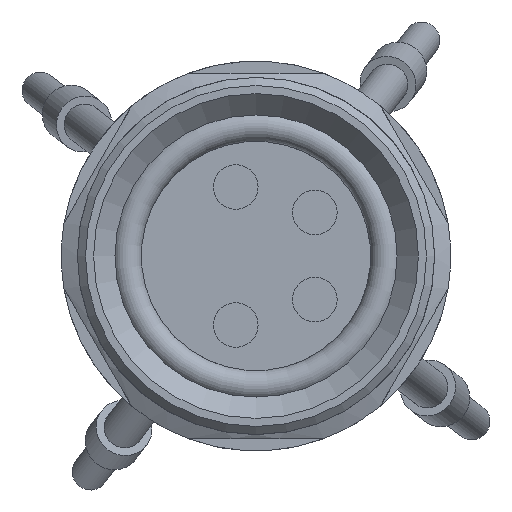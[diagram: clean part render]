
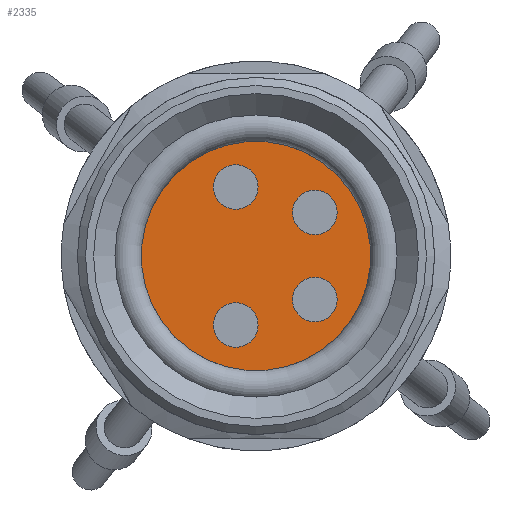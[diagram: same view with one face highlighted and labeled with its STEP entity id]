
A CAD part, front view. The second image highlights one B-rep face of the part: STEP entity #2335.
In plain terms, the highlighted planar face has unit normal (0, -1, 0).
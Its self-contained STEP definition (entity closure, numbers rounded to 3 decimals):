
#349=FACE_BOUND($,#607,.T.);
#350=FACE_BOUND($,#608,.T.);
#351=FACE_BOUND($,#609,.T.);
#352=FACE_BOUND($,#610,.T.);
#442=FACE_OUTER_BOUND($,#606,.T.);
#606=EDGE_LOOP($,(#1516));
#607=EDGE_LOOP($,(#1517));
#608=EDGE_LOOP($,(#1518));
#609=EDGE_LOOP($,(#1519));
#610=EDGE_LOOP($,(#1520));
#863=CIRCLE($,#2503,2.825);
#864=CIRCLE($,#2504,0.55);
#865=CIRCLE($,#2505,0.55);
#866=CIRCLE($,#2506,0.55);
#867=CIRCLE($,#2507,0.55);
#1005=VERTEX_POINT($,#3520);
#1006=VERTEX_POINT($,#3522);
#1007=VERTEX_POINT($,#3524);
#1008=VERTEX_POINT($,#3526);
#1009=VERTEX_POINT($,#3528);
#1226=EDGE_CURVE($,#1005,#1005,#863,.T.);
#1227=EDGE_CURVE($,#1006,#1006,#864,.T.);
#1228=EDGE_CURVE($,#1007,#1007,#865,.T.);
#1229=EDGE_CURVE($,#1008,#1008,#866,.T.);
#1230=EDGE_CURVE($,#1009,#1009,#867,.T.);
#1516=ORIENTED_EDGE($,*,*,#1226,.T.);
#1517=ORIENTED_EDGE($,*,*,#1227,.T.);
#1518=ORIENTED_EDGE($,*,*,#1228,.F.);
#1519=ORIENTED_EDGE($,*,*,#1229,.F.);
#1520=ORIENTED_EDGE($,*,*,#1230,.F.);
#2096=PLANE($,#2502);
#2335=ADVANCED_FACE($,(#442,#349,#350,#351,#352),#2096,.F.);
#2502=AXIS2_PLACEMENT_3D($,#3519,#2809,#2810);
#2503=AXIS2_PLACEMENT_3D($,#3521,#2811,#2812);
#2504=AXIS2_PLACEMENT_3D($,#3523,#2813,#2814);
#2505=AXIS2_PLACEMENT_3D($,#3525,#2815,#2816);
#2506=AXIS2_PLACEMENT_3D($,#3527,#2817,#2818);
#2507=AXIS2_PLACEMENT_3D($,#3529,#2819,#2820);
#2809=DIRECTION('center_axis',(0.,1.,0.));
#2810=DIRECTION('ref_axis',(0.,0.,1.));
#2811=DIRECTION('center_axis',(0.,-1.,0.));
#2812=DIRECTION('ref_axis',(-0.259,0.,-0.966));
#2813=DIRECTION('center_axis',(0.,1.,0.));
#2814=DIRECTION('ref_axis',(1.,0.,0.));
#2815=DIRECTION('center_axis',(0.,-1.,0.));
#2816=DIRECTION('ref_axis',(1.,0.,0.));
#2817=DIRECTION('center_axis',(0.,-1.,0.));
#2818=DIRECTION('ref_axis',(1.,0.,0.));
#2819=DIRECTION('center_axis',(0.,-1.,0.));
#2820=DIRECTION('ref_axis',(1.,0.,0.));
#3519=CARTESIAN_POINT('Origin',(52.729,50.,-0.731));
#3520=CARTESIAN_POINT('',(49.269,50.,-2.729));
#3521=CARTESIAN_POINT('Origin',(50.,50.,0.));
#3522=CARTESIAN_POINT('',(52.,50.,1.075));
#3523=CARTESIAN_POINT('Origin',(51.45,50.,1.075));
#3524=CARTESIAN_POINT('',(50.05,50.,1.7));
#3525=CARTESIAN_POINT('Origin',(49.5,50.,1.7));
#3526=CARTESIAN_POINT('',(52.,50.,-1.075));
#3527=CARTESIAN_POINT('Origin',(51.45,50.,-1.075));
#3528=CARTESIAN_POINT('',(50.05,50.,-1.7));
#3529=CARTESIAN_POINT('Origin',(49.5,50.,-1.7));
